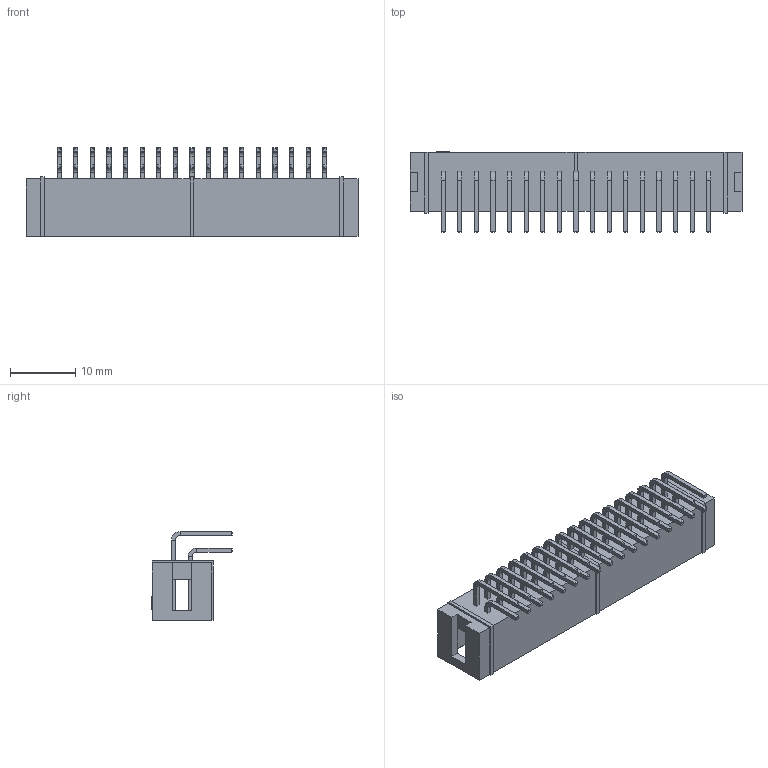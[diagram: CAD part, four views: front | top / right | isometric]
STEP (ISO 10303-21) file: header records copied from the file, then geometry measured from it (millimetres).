
FILE_DESCRIPTION (( 'STEP AP214' ), '1' );
FILE_NAME ('BHR-34.step', '2021-01-16T20:01:30', ( '' ), ( '' ), 'SwSTEP 2.0', 'SolidWorks 2020', '' );
FILE_SCHEMA (( 'AUTOMOTIVE_DESIGN' ));
Length unit declared in the file: millimetre
Products named in the file (1): BHR-34
Bounding box: 50.78 x 12.3 x 13.6 mm (x, y, z)
Volume: 2141.7 mm3; surface area: 4414.2 mm2
Topology: 35 solids, 35 shells, 1075 faces, 2342 edges, 1332 vertices
Faces by surface type: plane 1007, cylinder 68
Entity records: 38136 total; most frequent: CARTESIAN_POINT 4750, ORIENTED_EDGE 4684, DIRECTION 4630, EDGE_CURVE 2342, LINE 2206, VECTOR 2206, VERTEX_POINT 1332, AXIS2_PLACEMENT_3D 1212
